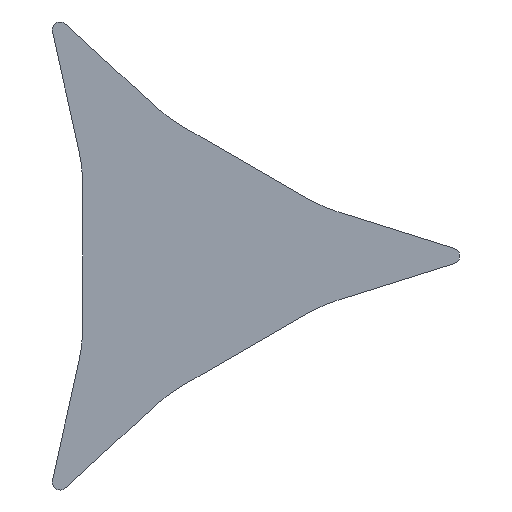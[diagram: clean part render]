
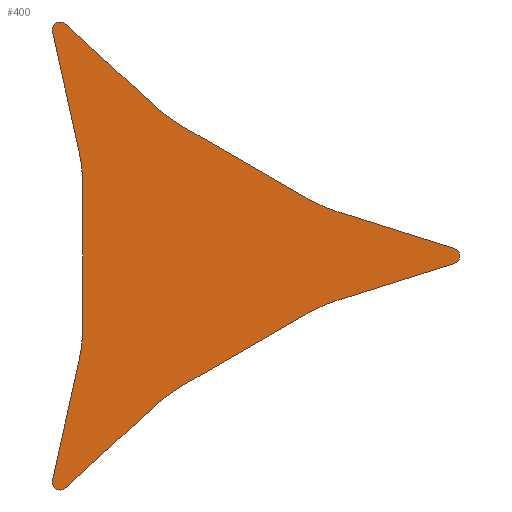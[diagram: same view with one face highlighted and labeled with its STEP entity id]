
A CAD part, top view. The second image highlights one B-rep face of the part: STEP entity #400.
In plain terms, the highlighted planar face has unit normal (0, 0, 1).
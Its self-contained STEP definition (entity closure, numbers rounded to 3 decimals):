
#215=PLANE('',#3065);
#400=ADVANCED_FACE('',(#606),#215,.T.);
#606=FACE_OUTER_BOUND('',#791,.T.);
#791=EDGE_LOOP('',(#1783,#1784,#1785,#1786,#1787,#1788,#1789,#1790,#1791,
#1792,#1793,#1794,#1795,#1796,#1797,#1798,#1799,#1800));
#795=LINE('',#3643,#870);
#799=LINE('',#3691,#874);
#802=LINE('',#3725,#877);
#806=LINE('',#3773,#881);
#811=LINE('',#3876,#886);
#815=LINE('',#3924,#890);
#818=LINE('',#3958,#893);
#823=LINE('',#4072,#898);
#826=LINE('',#4117,#901);
#870=VECTOR('',#3079,1.);
#874=VECTOR('',#3089,1.);
#877=VECTOR('',#3094,1.);
#881=VECTOR('',#3104,1.);
#886=VECTOR('',#3115,1.);
#890=VECTOR('',#3125,1.);
#893=VECTOR('',#3130,1.);
#898=VECTOR('',#3145,1.);
#901=VECTOR('',#3154,1.);
#1783=ORIENTED_EDGE('',*,*,#2104,.T.);
#1784=ORIENTED_EDGE('',*,*,#2083,.T.);
#1785=ORIENTED_EDGE('',*,*,#2090,.T.);
#1786=ORIENTED_EDGE('',*,*,#2095,.T.);
#1787=ORIENTED_EDGE('',*,*,#2099,.T.);
#1788=ORIENTED_EDGE('',*,*,#2144,.T.);
#1789=ORIENTED_EDGE('',*,*,#2139,.T.);
#1790=ORIENTED_EDGE('',*,*,#2118,.T.);
#1791=ORIENTED_EDGE('',*,*,#2125,.T.);
#1792=ORIENTED_EDGE('',*,*,#2130,.T.);
#1793=ORIENTED_EDGE('',*,*,#2134,.T.);
#1794=ORIENTED_EDGE('',*,*,#2167,.T.);
#1795=ORIENTED_EDGE('',*,*,#2162,.T.);
#1796=ORIENTED_EDGE('',*,*,#2147,.T.);
#1797=ORIENTED_EDGE('',*,*,#2154,.T.);
#1798=ORIENTED_EDGE('',*,*,#2159,.T.);
#1799=ORIENTED_EDGE('',*,*,#2113,.T.);
#1800=ORIENTED_EDGE('',*,*,#2109,.T.);
#1825=VERTEX_POINT('',#3575);
#1826=VERTEX_POINT('',#3576);
#1832=VERTEX_POINT('',#3644);
#1836=VERTEX_POINT('',#3669);
#1839=VERTEX_POINT('',#3692);
#1843=VERTEX_POINT('',#3726);
#1847=VERTEX_POINT('',#3751);
#1850=VERTEX_POINT('',#3774);
#1854=VERTEX_POINT('',#3808);
#1855=VERTEX_POINT('',#3809);
#1861=VERTEX_POINT('',#3877);
#1865=VERTEX_POINT('',#3902);
#1868=VERTEX_POINT('',#3925);
#1872=VERTEX_POINT('',#3959);
#1877=VERTEX_POINT('',#4004);
#1878=VERTEX_POINT('',#4005);
#1884=VERTEX_POINT('',#4073);
#1889=VERTEX_POINT('',#4118);
#2083=EDGE_CURVE('',#1825,#1826,#2524,.T.);
#2090=EDGE_CURVE('',#1826,#1832,#795,.T.);
#2095=EDGE_CURVE('',#1832,#1836,#2525,.T.);
#2099=EDGE_CURVE('',#1836,#1839,#799,.T.);
#2104=EDGE_CURVE('',#1843,#1825,#802,.T.);
#2109=EDGE_CURVE('',#1847,#1843,#2526,.T.);
#2113=EDGE_CURVE('',#1850,#1847,#806,.T.);
#2118=EDGE_CURVE('',#1854,#1855,#2527,.T.);
#2125=EDGE_CURVE('',#1855,#1861,#811,.T.);
#2130=EDGE_CURVE('',#1861,#1865,#2528,.T.);
#2134=EDGE_CURVE('',#1865,#1868,#815,.T.);
#2139=EDGE_CURVE('',#1872,#1854,#818,.T.);
#2144=EDGE_CURVE('',#1839,#1872,#2529,.T.);
#2147=EDGE_CURVE('',#1877,#1878,#2530,.T.);
#2154=EDGE_CURVE('',#1878,#1884,#823,.T.);
#2159=EDGE_CURVE('',#1884,#1850,#2531,.T.);
#2162=EDGE_CURVE('',#1889,#1877,#826,.T.);
#2167=EDGE_CURVE('',#1868,#1889,#2532,.T.);
#2524=CIRCLE('',#2903,0.4);
#2525=CIRCLE('',#2906,8.);
#2526=CIRCLE('',#2910,8.);
#2527=CIRCLE('',#2913,0.4);
#2528=CIRCLE('',#2916,8.);
#2529=CIRCLE('',#2920,8.);
#2530=CIRCLE('',#2922,0.4);
#2531=CIRCLE('',#2925,8.);
#2532=CIRCLE('',#2928,8.);
#2903=AXIS2_PLACEMENT_3D('',#3574,#3073,#3074);
#2906=AXIS2_PLACEMENT_3D('',#3668,#3084,#3085);
#2910=AXIS2_PLACEMENT_3D('',#3750,#3099,#3100);
#2913=AXIS2_PLACEMENT_3D('',#3807,#3109,#3110);
#2916=AXIS2_PLACEMENT_3D('',#3901,#3120,#3121);
#2920=AXIS2_PLACEMENT_3D('',#3983,#3135,#3136);
#2922=AXIS2_PLACEMENT_3D('',#4003,#3139,#3140);
#2925=AXIS2_PLACEMENT_3D('',#4097,#3150,#3151);
#2928=AXIS2_PLACEMENT_3D('',#4142,#3159,#3160);
#3065=AXIS2_PLACEMENT_3D('',#9703,#3472,#3473);
#3073=DIRECTION('',(0.,0.,1.));
#3074=DIRECTION('',(1.,0.,0.));
#3079=DIRECTION('',(0.216,-0.976,0.));
#3084=DIRECTION('',(0.,0.,-1.));
#3085=DIRECTION('',(1.,0.,0.));
#3089=DIRECTION('',(0.,-1.,0.));
#3094=DIRECTION('',(-0.737,0.676,0.));
#3099=DIRECTION('',(0.,0.,-1.));
#3100=DIRECTION('',(1.,0.,0.));
#3104=DIRECTION('',(-0.866,0.5,0.));
#3109=DIRECTION('',(0.,0.,1.));
#3110=DIRECTION('',(1.,0.,0.));
#3115=DIRECTION('',(0.737,0.676,0.));
#3120=DIRECTION('',(0.,0.,-1.));
#3121=DIRECTION('',(1.,0.,0.));
#3125=DIRECTION('',(0.866,0.5,0.));
#3130=DIRECTION('',(-0.216,-0.976,0.));
#3135=DIRECTION('',(0.,0.,-1.));
#3136=DIRECTION('',(1.,0.,0.));
#3139=DIRECTION('',(0.,0.,1.));
#3140=DIRECTION('',(1.,0.,0.));
#3145=DIRECTION('',(-0.954,0.301,0.));
#3150=DIRECTION('',(0.,0.,-1.));
#3151=DIRECTION('',(1.,0.,0.));
#3154=DIRECTION('',(0.954,0.301,0.));
#3159=DIRECTION('',(0.,0.,-1.));
#3160=DIRECTION('',(1.,0.,0.));
#3472=DIRECTION('',(0.,0.,1.));
#3473=DIRECTION('',(1.,0.,0.));
#3574=CARTESIAN_POINT('',(-6.64,11.501,0.));
#3575=CARTESIAN_POINT('',(-6.37,11.796,0.));
#3576=CARTESIAN_POINT('',(-7.031,11.414,0.));
#3643=CARTESIAN_POINT('',(-5.69,5.366,0.));
#3644=CARTESIAN_POINT('',(-5.69,5.366,0.));
#3668=CARTESIAN_POINT('',(-13.5,3.634,0.));
#3669=CARTESIAN_POINT('',(-5.5,3.634,0.));
#3691=CARTESIAN_POINT('',(-5.5,0.,0.));
#3692=CARTESIAN_POINT('',(-5.5,-3.634,0.));
#3725=CARTESIAN_POINT('',(-1.802,7.61,0.));
#3726=CARTESIAN_POINT('',(-1.802,7.61,0.));
#3750=CARTESIAN_POINT('',(3.603,13.509,0.));
#3751=CARTESIAN_POINT('',(-0.397,6.58,0.));
#3773=CARTESIAN_POINT('',(2.75,4.763,0.));
#3774=CARTESIAN_POINT('',(5.897,2.946,0.));
#3807=CARTESIAN_POINT('',(-6.64,-11.501,0.));
#3808=CARTESIAN_POINT('',(-7.031,-11.414,0.));
#3809=CARTESIAN_POINT('',(-6.37,-11.796,0.));
#3876=CARTESIAN_POINT('',(-1.802,-7.61,0.));
#3877=CARTESIAN_POINT('',(-1.802,-7.61,0.));
#3901=CARTESIAN_POINT('',(3.603,-13.509,0.));
#3902=CARTESIAN_POINT('',(-0.397,-6.58,0.));
#3924=CARTESIAN_POINT('',(2.75,-4.763,0.));
#3925=CARTESIAN_POINT('',(5.897,-2.946,0.));
#3958=CARTESIAN_POINT('',(-5.69,-5.366,0.));
#3959=CARTESIAN_POINT('',(-5.69,-5.366,0.));
#3983=CARTESIAN_POINT('',(-13.5,-3.634,0.));
#4003=CARTESIAN_POINT('',(13.28,0.,0.));
#4004=CARTESIAN_POINT('',(13.4,-0.381,0.));
#4005=CARTESIAN_POINT('',(13.4,0.381,0.));
#4072=CARTESIAN_POINT('',(7.492,2.244,0.));
#4073=CARTESIAN_POINT('',(7.492,2.244,0.));
#4097=CARTESIAN_POINT('',(9.897,9.874,0.));
#4117=CARTESIAN_POINT('',(7.492,-2.244,0.));
#4118=CARTESIAN_POINT('',(7.492,-2.244,0.));
#4142=CARTESIAN_POINT('',(9.897,-9.874,0.));
#9703=CARTESIAN_POINT('',(0.,0.,0.));
